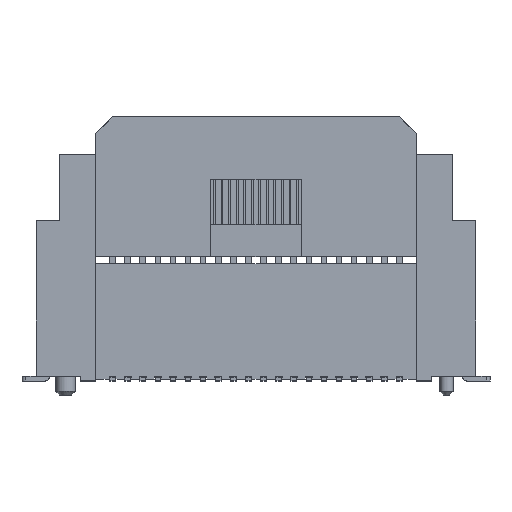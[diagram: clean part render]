
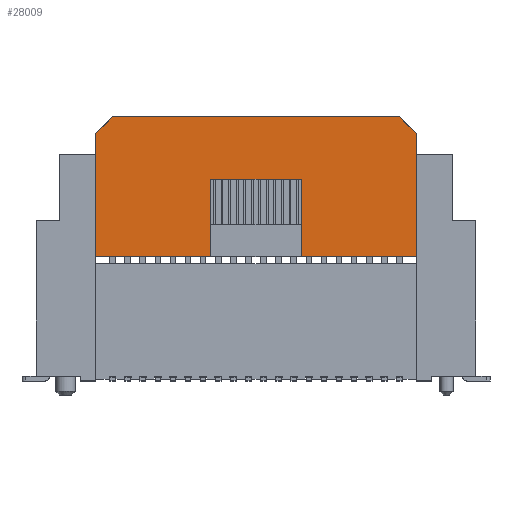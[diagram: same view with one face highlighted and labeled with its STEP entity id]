
A CAD part, top view. The second image highlights one B-rep face of the part: STEP entity #28009.
In plain terms, the highlighted planar face has unit normal (0, 0, 1).
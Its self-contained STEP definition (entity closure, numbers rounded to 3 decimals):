
#1065=DIRECTION('',(0.707,-0.707,0.));
#1066=VECTOR('',#1065,1.273);
#1067=CARTESIAN_POINT('',(7.6,14.,2.9));
#1068=LINE('',#1067,#1066);
#1069=DIRECTION('',(0.,-1.,0.));
#1070=VECTOR('',#1069,5.4);
#1071=CARTESIAN_POINT('',(8.5,12.,2.9));
#1072=LINE('',#1071,#1070);
#1073=DIRECTION('',(-1.,0.,0.));
#1074=VECTOR('',#1073,6.1);
#1075=CARTESIAN_POINT('',(8.5,6.6,2.9));
#1076=LINE('',#1075,#1074);
#1077=DIRECTION('',(-1.,0.,0.));
#1078=VECTOR('',#1077,6.1);
#1079=CARTESIAN_POINT('',(-2.4,6.6,2.9));
#1080=LINE('',#1079,#1078);
#1081=DIRECTION('',(0.,1.,0.));
#1082=VECTOR('',#1081,5.4);
#1083=CARTESIAN_POINT('',(-8.5,6.6,2.9));
#1084=LINE('',#1083,#1082);
#1085=DIRECTION('',(0.707,0.707,0.));
#1086=VECTOR('',#1085,1.273);
#1087=CARTESIAN_POINT('',(-8.5,13.1,2.9));
#1088=LINE('',#1087,#1086);
#1089=DIRECTION('',(1.,0.,0.));
#1090=VECTOR('',#1089,15.2);
#1091=CARTESIAN_POINT('',(-7.6,14.,2.9));
#1092=LINE('',#1091,#1090);
#1101=DIRECTION('',(0.,-1.,0.));
#1102=VECTOR('',#1101,1.1);
#1103=CARTESIAN_POINT('',(-8.5,13.1,2.9));
#1104=LINE('',#1103,#1102);
#1661=DIRECTION('',(0.,1.,0.));
#1662=VECTOR('',#1661,4.1);
#1663=CARTESIAN_POINT('',(-2.4,6.6,2.9));
#1664=LINE('',#1663,#1662);
#1673=DIRECTION('',(1.,0.,0.));
#1674=VECTOR('',#1673,4.8);
#1675=CARTESIAN_POINT('',(-2.4,10.7,2.9));
#1676=LINE('',#1675,#1674);
#1685=DIRECTION('',(0.,-1.,0.));
#1686=VECTOR('',#1685,4.1);
#1687=CARTESIAN_POINT('',(2.4,10.7,2.9));
#1688=LINE('',#1687,#1686);
#18165=DIRECTION('',(0.,-1.,0.));
#18166=VECTOR('',#18165,1.1);
#18167=CARTESIAN_POINT('',(8.5,13.1,2.9));
#18168=LINE('',#18167,#18166);
#21841=CARTESIAN_POINT('',(-8.5,6.6,2.9));
#21842=VERTEX_POINT('',#21841);
#21843=CARTESIAN_POINT('',(-8.5,12.,2.9));
#21844=VERTEX_POINT('',#21843);
#22783=CARTESIAN_POINT('',(8.5,6.6,2.9));
#22784=VERTEX_POINT('',#22783);
#22785=CARTESIAN_POINT('',(2.4,6.6,2.9));
#22786=VERTEX_POINT('',#22785);
#22791=CARTESIAN_POINT('',(-2.4,6.6,2.9));
#22792=VERTEX_POINT('',#22791);
#24021=CARTESIAN_POINT('',(8.5,12.,2.9));
#24022=VERTEX_POINT('',#24021);
#24029=CARTESIAN_POINT('',(-7.6,14.,2.9));
#24030=CARTESIAN_POINT('',(7.6,14.,2.9));
#24031=VERTEX_POINT('',#24029);
#24032=VERTEX_POINT('',#24030);
#24033=CARTESIAN_POINT('',(-8.5,13.1,2.9));
#24034=VERTEX_POINT('',#24033);
#24035=CARTESIAN_POINT('',(-2.4,10.7,2.9));
#24036=VERTEX_POINT('',#24035);
#24037=CARTESIAN_POINT('',(2.4,10.7,2.9));
#24038=VERTEX_POINT('',#24037);
#24039=CARTESIAN_POINT('',(8.5,13.1,2.9));
#24040=VERTEX_POINT('',#24039);
#27982=CARTESIAN_POINT('',(0.,10.3,2.9));
#27983=DIRECTION('',(0.,0.,1.));
#27984=DIRECTION('',(-1.,0.,0.));
#27985=AXIS2_PLACEMENT_3D('',#27982,#27983,#27984);
#27986=PLANE('',#27985);
#27988=ORIENTED_EDGE('',*,*,#27987,.T.);
#27990=ORIENTED_EDGE('',*,*,#27989,.T.);
#27992=ORIENTED_EDGE('',*,*,#27991,.T.);
#27993=ORIENTED_EDGE('',*,*,#27377,.T.);
#27994=ORIENTED_EDGE('',*,*,#27416,.T.);
#27996=ORIENTED_EDGE('',*,*,#27995,.F.);
#27998=ORIENTED_EDGE('',*,*,#27997,.F.);
#28000=ORIENTED_EDGE('',*,*,#27999,.F.);
#28001=ORIENTED_EDGE('',*,*,#27408,.T.);
#28002=ORIENTED_EDGE('',*,*,#26299,.T.);
#28004=ORIENTED_EDGE('',*,*,#28003,.F.);
#28006=ORIENTED_EDGE('',*,*,#28005,.T.);
#28007=EDGE_LOOP('',(#27988,#27990,#27992,#27993,#27994,#27996,#27998,#28000,
#28001,#28002,#28004,#28006));
#28008=FACE_OUTER_BOUND('',#28007,.F.);
#28009=ADVANCED_FACE('',(#28008),#27986,.T.);
#26299=EDGE_CURVE('',#21842,#21844,#1084,.T.);
#27377=EDGE_CURVE('',#24022,#22784,#1072,.T.);
#27408=EDGE_CURVE('',#22792,#21842,#1080,.T.);
#27416=EDGE_CURVE('',#22784,#22786,#1076,.T.);
#27987=EDGE_CURVE('',#24031,#24032,#1092,.T.);
#27989=EDGE_CURVE('',#24032,#24040,#1068,.T.);
#27991=EDGE_CURVE('',#24040,#24022,#18168,.T.);
#27995=EDGE_CURVE('',#24038,#22786,#1688,.T.);
#27997=EDGE_CURVE('',#24036,#24038,#1676,.T.);
#27999=EDGE_CURVE('',#22792,#24036,#1664,.T.);
#28003=EDGE_CURVE('',#24034,#21844,#1104,.T.);
#28005=EDGE_CURVE('',#24034,#24031,#1088,.T.);
